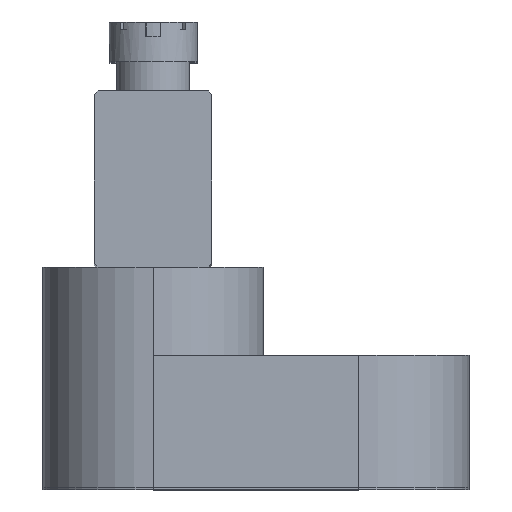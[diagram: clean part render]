
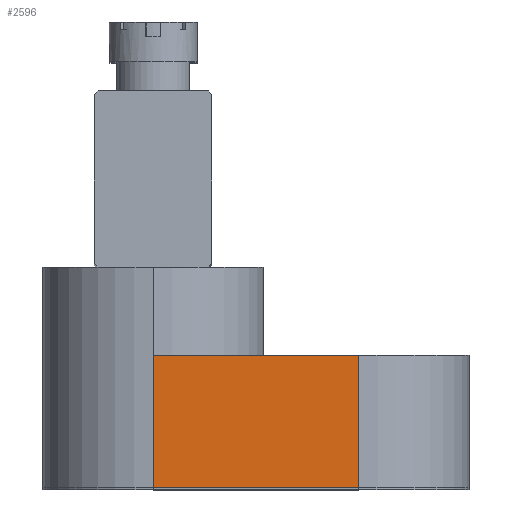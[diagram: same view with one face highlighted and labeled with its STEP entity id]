
A CAD part, top view. The second image highlights one B-rep face of the part: STEP entity #2596.
In plain terms, the highlighted planar face has unit normal (0, 0, 1).
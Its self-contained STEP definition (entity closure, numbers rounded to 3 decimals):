
#119 = VERTEX_POINT ( 'NONE', #2465 ) ;
#654 = VERTEX_POINT ( 'NONE', #5605 ) ;
#657 = CARTESIAN_POINT ( 'NONE',  ( -7., 0., 7.5 ) ) ;
#733 = DIRECTION ( 'NONE',  ( 1., 0., 0. ) ) ;
#867 = LINE ( 'NONE', #1518, #5910 ) ;
#1016 = LINE ( 'NONE', #2541, #2545 ) ;
#1076 = CARTESIAN_POINT ( 'NONE',  ( -14.5, 9., 7.5 ) ) ;
#1218 = VERTEX_POINT ( 'NONE', #657 ) ;
#1518 = CARTESIAN_POINT ( 'NONE',  ( -7., -10.607, 7.5 ) ) ;
#1578 = ORIENTED_EDGE ( 'NONE', *, *, #2006, .T. ) ;
#1922 = EDGE_CURVE ( 'NONE', #654, #119, #1016, .T. ) ;
#1984 = EDGE_CURVE ( 'NONE', #2213, #119, #3683, .T. ) ;
#1997 = EDGE_CURVE ( 'NONE', #1218, #2213, #867, .T. ) ;
#2006 = EDGE_CURVE ( 'NONE', #1218, #654, #4810, .T. ) ;
#2059 = VECTOR ( 'NONE', #733, 1000. ) ;
#2151 = DIRECTION ( 'NONE',  ( -1., 0., 0. ) ) ;
#2158 = DIRECTION ( 'NONE',  ( 0., 0., -1. ) ) ;
#2188 = CARTESIAN_POINT ( 'NONE',  ( -14.5, 9., 7.5 ) ) ;
#2213 = VERTEX_POINT ( 'NONE', #6212 ) ;
#2215 = PLANE ( 'NONE',  #2879 ) ;
#2433 = EDGE_LOOP ( 'NONE', ( #2844, #4190, #5481, #1578 ) ) ;
#2454 = DIRECTION ( 'NONE',  ( 0., 1., 0. ) ) ;
#2465 = CARTESIAN_POINT ( 'NONE',  ( 7., 9., 7.5 ) ) ;
#2541 = CARTESIAN_POINT ( 'NONE',  ( 7., -10.607, 7.5 ) ) ;
#2545 = VECTOR ( 'NONE', #2454, 1000. ) ;
#2596 = ADVANCED_FACE ( 'NONE', ( #5315 ), #2215, .F. ) ;
#2844 = ORIENTED_EDGE ( 'NONE', *, *, #1922, .T. ) ;
#2879 = AXIS2_PLACEMENT_3D ( 'NONE', #2188, #2158, #2151 ) ;
#3520 = VECTOR ( 'NONE', #6308, 1000. ) ;
#3683 = LINE ( 'NONE', #1076, #2059 ) ;
#4190 = ORIENTED_EDGE ( 'NONE', *, *, #1984, .F. ) ;
#4810 = LINE ( 'NONE', #6326, #3520 ) ;
#5315 = FACE_OUTER_BOUND ( 'NONE', #2433, .T. ) ;
#5481 = ORIENTED_EDGE ( 'NONE', *, *, #1997, .F. ) ;
#5605 = CARTESIAN_POINT ( 'NONE',  ( 7., 0., 7.5 ) ) ;
#5910 = VECTOR ( 'NONE', #6337, 1000. ) ;
#6212 = CARTESIAN_POINT ( 'NONE',  ( -7., 9., 7.5 ) ) ;
#6308 = DIRECTION ( 'NONE',  ( 1., 0., 0. ) ) ;
#6326 = CARTESIAN_POINT ( 'NONE',  ( -14.5, 0., 7.5 ) ) ;
#6337 = DIRECTION ( 'NONE',  ( 0., 1., 0. ) ) ;
